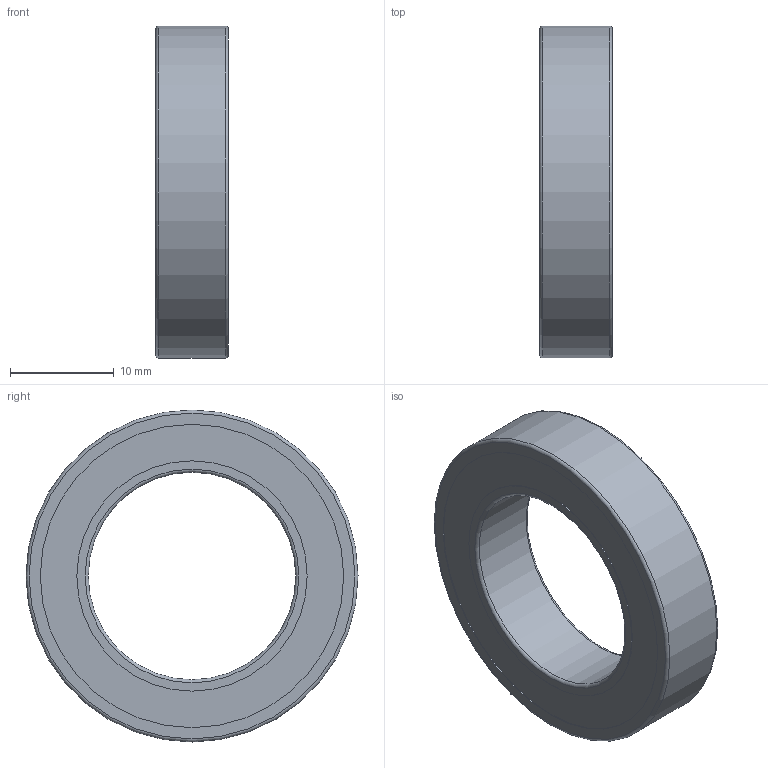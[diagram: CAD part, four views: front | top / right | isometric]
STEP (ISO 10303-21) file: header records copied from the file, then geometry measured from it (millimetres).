
FILE_DESCRIPTION(/* description */ ('STEP AP203'),/* implementation_level */ '2;1');
FILE_NAME(/* name */ 'NSK_6804ZZ',/* time_stamp */ '2023-11-20T05:43:03+01:00',/* author */ ('License CC BY-ND 4.0'),/* organization */ ('CADENAS'),/* preprocessor_version */ 'ST-DEVELOPER v19.3',/* originating_system */ 'PARTsolutions',/* authorisation */ ' ');
FILE_SCHEMA (('CONFIG_CONTROL_DESIGN'));
Length unit declared in the file: millimetre
Products named in the file (6): NSK_6804ZZ; 6804ZZ Shield2; 6804ZZ Ball; 6804ZZ Inner ring; 6804ZZ Shield1; 6804ZZ Outer ring
Assembly tree (17 placements, depth 2):
  NSK_6804ZZ
    6804ZZ Shield2
    6804ZZ Ball  x13
    6804ZZ Inner ring
    6804ZZ Shield1
    6804ZZ Outer ring
Bounding box: 7 x 32 x 32 mm (x, y, z)
Volume: 2261.1 mm3; surface area: 4437.2 mm2
Topology: 17 solids, 17 shells, 45 faces, 91 edges, 58 vertices
Faces by surface type: cylinder 14, sphere 13, plane 12, torus 6
Full cylindrical faces by diameter (mm): 20 x1, 22.2 x4, 23.2 x2, 28 x2, 29.24 x4, 32 x1
Entity records: 923 total; most frequent: DIRECTION 166, CARTESIAN_POINT 116, AXIS2_PLACEMENT_3D 83, FACE_BOUND 65, ORIENTED_EDGE 64, EDGE_LOOP 64, VERTEX_POINT 33, ADVANCED_FACE 33
